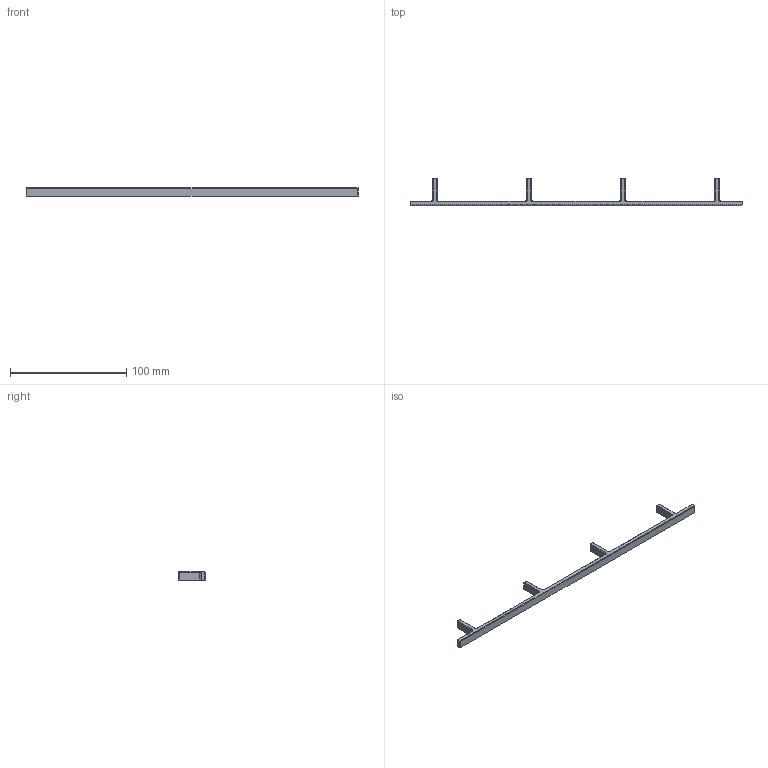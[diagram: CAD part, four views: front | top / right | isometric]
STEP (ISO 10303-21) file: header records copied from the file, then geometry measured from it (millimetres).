
FILE_DESCRIPTION(/* description */ (''),/* implementation_level */ '2;1');
FILE_NAME(/* name */ 'Blockers.step',/* time_stamp */ '2021-10-30T22:45:42+08:00',/* author */ (''),/* organization */ (''),/* preprocessor_version */ 'ST-DEVELOPER v18.1',/* originating_system */ 'Autodesk Translation Framework v10.10.0.1391',/* authorisation */ '');
FILE_SCHEMA (('AUTOMOTIVE_DESIGN { 1 0 10303 214 3 1 1 }'));
Length unit declared in the file: millimetre
Products named in the file (1): bakeneko-70-case
Bounding box: 285.75 x 23.31 x 7 mm (x, y, z)
Volume: 9481 mm3; surface area: 7725.3 mm2
Topology: 1 solids, 1 shells, 72 faces, 178 edges, 108 vertices
Faces by surface type: plane 36, cylinder 24, cone 12
Full cylindrical faces by diameter (mm): 1.623 x4
Entity records: 2122 total; most frequent: DIRECTION 376, CARTESIAN_POINT 355, ORIENTED_EDGE 348, EDGE_CURVE 174, AXIS2_PLACEMENT_3D 129, LINE 118, VECTOR 118, VERTEX_POINT 108
